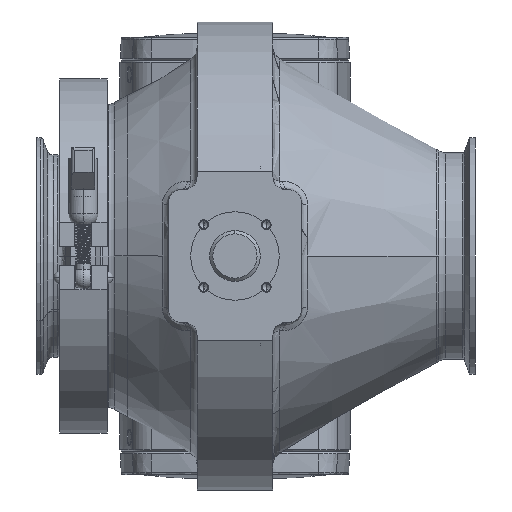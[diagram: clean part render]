
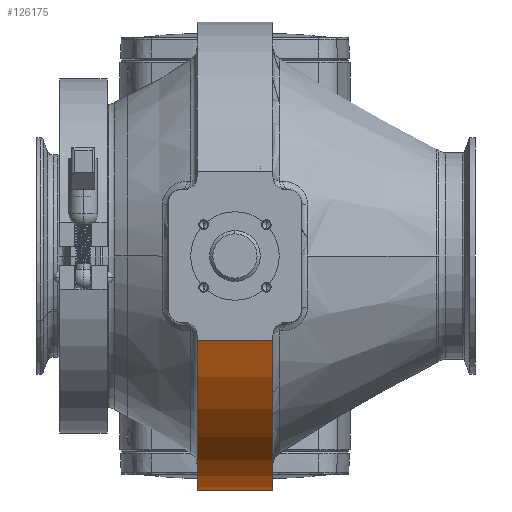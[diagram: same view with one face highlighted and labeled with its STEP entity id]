
A CAD part, left-side view. The second image highlights one B-rep face of the part: STEP entity #126175.
In plain terms, the highlighted cylindrical face has radius 117.475 mm (diameter 234.95 mm), a partial arc.
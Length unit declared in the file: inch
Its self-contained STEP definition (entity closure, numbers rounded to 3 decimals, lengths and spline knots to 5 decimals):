
#10506 = ORIENTED_EDGE ( 'NONE', *, *, #68946, .T. ) ;
#15086 = AXIS2_PLACEMENT_3D ( 'NONE', #160737, #55850, #84025 ) ;
#20057 = ORIENTED_EDGE ( 'NONE', *, *, #186764, .T. ) ;
#34822 = DIRECTION ( 'NONE',  ( 0., -1., 0. ) ) ;
#35003 = DIRECTION ( 'NONE',  ( 1., 0., 0. ) ) ;
#47796 = CIRCLE ( 'NONE', #72451, 4.625 ) ;
#55324 = AXIS2_PLACEMENT_3D ( 'NONE', #118221, #99834, #190159 ) ;
#55850 = DIRECTION ( 'NONE',  ( 0., 1., 0. ) ) ;
#68946 = EDGE_CURVE ( 'NONE', #176243, #115784, #71584, .T. ) ;
#71584 = LINE ( 'NONE', #133717, #182674 ) ;
#72451 = AXIS2_PLACEMENT_3D ( 'NONE', #125212, #80566, #35003 ) ;
#72577 = FACE_OUTER_BOUND ( 'NONE', #115941, .T. ) ;
#75336 = ORIENTED_EDGE ( 'NONE', *, *, #180205, .T. ) ;
#78921 = CARTESIAN_POINT ( 'NONE',  ( 0., -0.75, -4.625 ) ) ;
#80566 = DIRECTION ( 'NONE',  ( 0., 1., 0. ) ) ;
#84025 = DIRECTION ( 'NONE',  ( -1., 0., 0. ) ) ;
#87606 = ORIENTED_EDGE ( 'NONE', *, *, #154881, .F. ) ;
#89049 = DIRECTION ( 'NONE',  ( 0., 1., 0. ) ) ;
#90192 = LINE ( 'NONE', #136767, #153802 ) ;
#92802 = CARTESIAN_POINT ( 'NONE',  ( -4.312, -0.75, -1.67251 ) ) ;
#98766 = CIRCLE ( 'NONE', #15086, 4.625 ) ;
#99834 = DIRECTION ( 'NONE',  ( 0., -1., 0. ) ) ;
#108867 = CARTESIAN_POINT ( 'NONE',  ( -4.312, 0.75, -1.67251 ) ) ;
#115784 = VERTEX_POINT ( 'NONE', #108867 ) ;
#115941 = EDGE_LOOP ( 'NONE', ( #87606, #20057, #75336, #10506 ) ) ;
#118221 = CARTESIAN_POINT ( 'NONE',  ( 0., -39.37008, 0. ) ) ;
#125212 = CARTESIAN_POINT ( 'NONE',  ( 0., -0.75, 0. ) ) ;
#126175 = ADVANCED_FACE ( 'NONE', ( #72577 ), #173681, .T. ) ;
#133717 = CARTESIAN_POINT ( 'NONE',  ( -4.312, -39.37008, -1.67251 ) ) ;
#136767 = CARTESIAN_POINT ( 'NONE',  ( 0., -39.37008, -4.625 ) ) ;
#151651 = VERTEX_POINT ( 'NONE', #78921 ) ;
#153802 = VECTOR ( 'NONE', #34822, 39.37008 ) ;
#154881 = EDGE_CURVE ( 'NONE', #180903, #115784, #98766, .T. ) ;
#160737 = CARTESIAN_POINT ( 'NONE',  ( 0., 0.75, 0. ) ) ;
#173681 = CYLINDRICAL_SURFACE ( 'NONE', #55324, 4.625 ) ;
#176243 = VERTEX_POINT ( 'NONE', #92802 ) ;
#180205 = EDGE_CURVE ( 'NONE', #151651, #176243, #47796, .T. ) ;
#180903 = VERTEX_POINT ( 'NONE', #187642 ) ;
#182674 = VECTOR ( 'NONE', #89049, 39.37008 ) ;
#186764 = EDGE_CURVE ( 'NONE', #180903, #151651, #90192, .T. ) ;
#187642 = CARTESIAN_POINT ( 'NONE',  ( 0., 0.75, -4.625 ) ) ;
#190159 = DIRECTION ( 'NONE',  ( 0., 0., -1. ) ) ;
